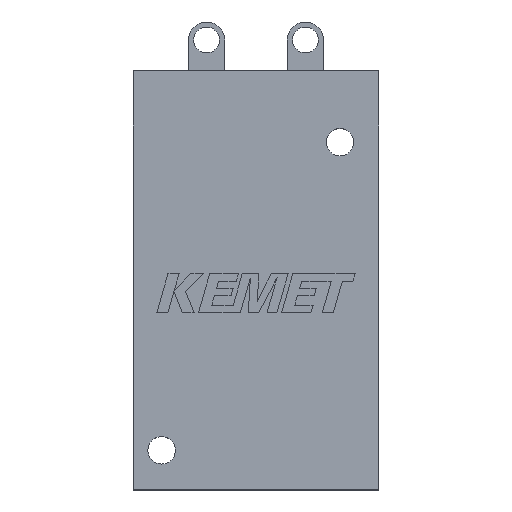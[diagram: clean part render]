
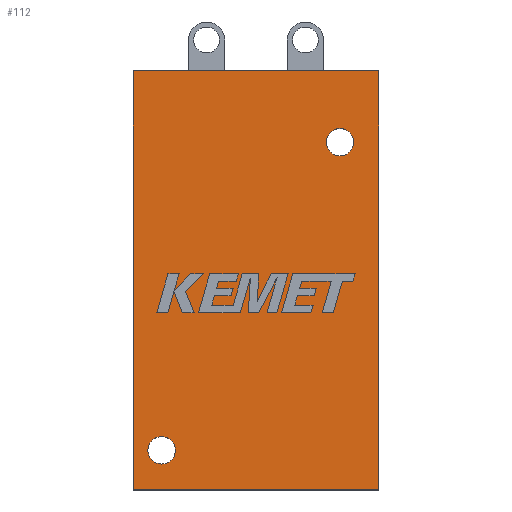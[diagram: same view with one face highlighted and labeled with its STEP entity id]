
A CAD part, top view. The second image highlights one B-rep face of the part: STEP entity #112.
In plain terms, the highlighted planar face has unit normal (0, 0, 1).
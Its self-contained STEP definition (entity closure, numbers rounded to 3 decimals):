
#37 = DIRECTION ( 'NONE',  ( 0., 0., 1. ) ) ;
#65 = DIRECTION ( 'NONE',  ( 1., 0., 0. ) ) ;
#79 = VECTOR ( 'NONE', #2392, 1000. ) ;
#112 = ADVANCED_FACE ( 'NONE', ( #1503, #3401, #505 ), #206, .F. ) ;
#206 = PLANE ( 'NONE',  #1663 ) ;
#343 = CARTESIAN_POINT ( 'NONE',  ( 0., 48.78, 11.3 ) ) ;
#401 = VERTEX_POINT ( 'NONE', #1994 ) ;
#439 = LINE ( 'NONE', #343, #3155 ) ;
#505 = FACE_OUTER_BOUND ( 'NONE', #3548, .T. ) ;
#546 = EDGE_CURVE ( 'NONE', #2223, #3006, #684, .T. ) ;
#563 = LINE ( 'NONE', #1139, #3568 ) ;
#596 = CARTESIAN_POINT ( 'NONE',  ( 1.7, 4.6, 11.3 ) ) ;
#635 = EDGE_LOOP ( 'NONE', ( #2805, #1269 ) ) ;
#684 = CIRCLE ( 'NONE', #2445, 1.6 ) ;
#723 = VERTEX_POINT ( 'NONE', #3087 ) ;
#726 = CIRCLE ( 'NONE', #3518, 1.6 ) ;
#727 = VERTEX_POINT ( 'NONE', #3027 ) ;
#728 = EDGE_CURVE ( 'NONE', #3006, #2223, #726, .T. ) ;
#770 = EDGE_CURVE ( 'NONE', #401, #1680, #1977, .T. ) ;
#879 = CARTESIAN_POINT ( 'NONE',  ( 28.58, 0., 11.3 ) ) ;
#895 = EDGE_LOOP ( 'NONE', ( #3310, #2953 ) ) ;
#915 = DIRECTION ( 'NONE',  ( 1., 0., 0. ) ) ;
#962 = VERTEX_POINT ( 'NONE', #879 ) ;
#1048 = DIRECTION ( 'NONE',  ( 1., 0., 0. ) ) ;
#1086 = CARTESIAN_POINT ( 'NONE',  ( 0., 0., 11.3 ) ) ;
#1091 = CIRCLE ( 'NONE', #1606, 1.6 ) ;
#1092 = CIRCLE ( 'NONE', #2544, 1.6 ) ;
#1126 = DIRECTION ( 'NONE',  ( 1., 0., 0. ) ) ;
#1139 = CARTESIAN_POINT ( 'NONE',  ( 28.58, 0., 11.3 ) ) ;
#1227 = VECTOR ( 'NONE', #1610, 1000. ) ;
#1269 = ORIENTED_EDGE ( 'NONE', *, *, #2609, .F. ) ;
#1327 = ORIENTED_EDGE ( 'NONE', *, *, #1950, .T. ) ;
#1503 = FACE_BOUND ( 'NONE', #635, .T. ) ;
#1577 = CARTESIAN_POINT ( 'NONE',  ( 24.08, 40.48, 11.3 ) ) ;
#1599 = ORIENTED_EDGE ( 'NONE', *, *, #770, .T. ) ;
#1606 = AXIS2_PLACEMENT_3D ( 'NONE', #1577, #2389, #65 ) ;
#1610 = DIRECTION ( 'NONE',  ( 0., -1., 0. ) ) ;
#1663 = AXIS2_PLACEMENT_3D ( 'NONE', #3765, #1738, #3207 ) ;
#1680 = VERTEX_POINT ( 'NONE', #3326 ) ;
#1738 = DIRECTION ( 'NONE',  ( 0., 0., -1. ) ) ;
#1950 = EDGE_CURVE ( 'NONE', #962, #723, #3684, .T. ) ;
#1977 = LINE ( 'NONE', #1086, #1227 ) ;
#1992 = ORIENTED_EDGE ( 'NONE', *, *, #3013, .T. ) ;
#1994 = CARTESIAN_POINT ( 'NONE',  ( 0., 48.78, 11.3 ) ) ;
#2004 = DIRECTION ( 'NONE',  ( 1., 0., 0. ) ) ;
#2223 = VERTEX_POINT ( 'NONE', #2913 ) ;
#2230 = DIRECTION ( 'NONE',  ( 0., 0., 1. ) ) ;
#2259 = EDGE_CURVE ( 'NONE', #727, #2354, #1091, .T. ) ;
#2354 = VERTEX_POINT ( 'NONE', #2730 ) ;
#2375 = DIRECTION ( 'NONE',  ( -1., 0., 0. ) ) ;
#2389 = DIRECTION ( 'NONE',  ( 0., 0., 1. ) ) ;
#2392 = DIRECTION ( 'NONE',  ( 0., 1., 0. ) ) ;
#2445 = AXIS2_PLACEMENT_3D ( 'NONE', #2661, #37, #915 ) ;
#2544 = AXIS2_PLACEMENT_3D ( 'NONE', #3100, #3716, #1126 ) ;
#2609 = EDGE_CURVE ( 'NONE', #2354, #727, #1092, .T. ) ;
#2661 = CARTESIAN_POINT ( 'NONE',  ( 3.3, 4.6, 11.3 ) ) ;
#2730 = CARTESIAN_POINT ( 'NONE',  ( 22.48, 40.48, 11.3 ) ) ;
#2805 = ORIENTED_EDGE ( 'NONE', *, *, #2259, .F. ) ;
#2913 = CARTESIAN_POINT ( 'NONE',  ( 4.9, 4.6, 11.3 ) ) ;
#2953 = ORIENTED_EDGE ( 'NONE', *, *, #728, .F. ) ;
#2978 = CARTESIAN_POINT ( 'NONE',  ( 28.58, 48.78, 11.3 ) ) ;
#3006 = VERTEX_POINT ( 'NONE', #596 ) ;
#3013 = EDGE_CURVE ( 'NONE', #1680, #962, #563, .T. ) ;
#3027 = CARTESIAN_POINT ( 'NONE',  ( 25.68, 40.48, 11.3 ) ) ;
#3087 = CARTESIAN_POINT ( 'NONE',  ( 28.58, 48.78, 11.3 ) ) ;
#3100 = CARTESIAN_POINT ( 'NONE',  ( 24.08, 40.48, 11.3 ) ) ;
#3155 = VECTOR ( 'NONE', #2375, 1000. ) ;
#3207 = DIRECTION ( 'NONE',  ( -1., 0., 0. ) ) ;
#3293 = EDGE_CURVE ( 'NONE', #723, #401, #439, .T. ) ;
#3310 = ORIENTED_EDGE ( 'NONE', *, *, #546, .F. ) ;
#3326 = CARTESIAN_POINT ( 'NONE',  ( 0., 0., 11.3 ) ) ;
#3401 = FACE_BOUND ( 'NONE', #895, .T. ) ;
#3518 = AXIS2_PLACEMENT_3D ( 'NONE', #3648, #2230, #1048 ) ;
#3548 = EDGE_LOOP ( 'NONE', ( #1992, #1327, #3644, #1599 ) ) ;
#3568 = VECTOR ( 'NONE', #2004, 1000. ) ;
#3644 = ORIENTED_EDGE ( 'NONE', *, *, #3293, .T. ) ;
#3648 = CARTESIAN_POINT ( 'NONE',  ( 3.3, 4.6, 11.3 ) ) ;
#3684 = LINE ( 'NONE', #2978, #79 ) ;
#3716 = DIRECTION ( 'NONE',  ( 0., 0., 1. ) ) ;
#3765 = CARTESIAN_POINT ( 'NONE',  ( 0., 0., 11.3 ) ) ;
